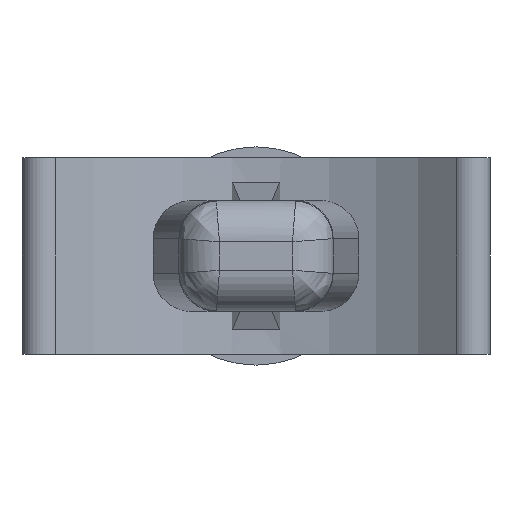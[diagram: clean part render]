
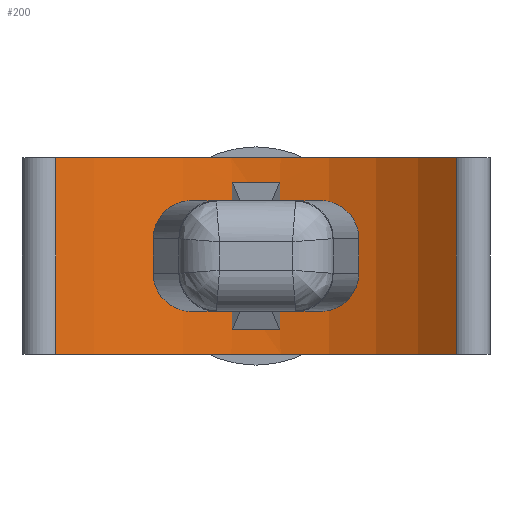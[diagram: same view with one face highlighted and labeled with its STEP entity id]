
A CAD part, front view. The second image highlights one B-rep face of the part: STEP entity #200.
In plain terms, the highlighted cylindrical face has radius 8.972 mm (diameter 17.943 mm), a partial arc.
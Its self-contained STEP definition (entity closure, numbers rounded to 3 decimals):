
#200 = ADVANCED_FACE( '', ( #503, #504 ), #505, .F. );
#503 = FACE_OUTER_BOUND( '', #1034, .T. );
#504 = FACE_BOUND( '', #1035, .T. );
#505 = CYLINDRICAL_SURFACE( '', #1036, 8.972 );
#1034 = EDGE_LOOP( '', ( #2454, #2455, #2456, #2457 ) );
#1035 = EDGE_LOOP( '', ( #2458, #2459, #2460, #2461 ) );
#1036 = AXIS2_PLACEMENT_3D( '', #2462, #2463, #2464 );
#2454 = ORIENTED_EDGE( '', *, *, #3481, .T. );
#2455 = ORIENTED_EDGE( '', *, *, #3482, .F. );
#2456 = ORIENTED_EDGE( '', *, *, #3483, .F. );
#2457 = ORIENTED_EDGE( '', *, *, #3484, .T. );
#2458 = ORIENTED_EDGE( '', *, *, #3485, .T. );
#2459 = ORIENTED_EDGE( '', *, *, #3372, .T. );
#2460 = ORIENTED_EDGE( '', *, *, #3486, .T. );
#2461 = ORIENTED_EDGE( '', *, *, #3487, .T. );
#2462 = CARTESIAN_POINT( '', ( 0., -15.322, 3.1 ) );
#2463 = DIRECTION( '', ( 0., 0., 1. ) );
#2464 = DIRECTION( '', ( -1., 0., 0. ) );
#3372 = EDGE_CURVE( '', #3839, #3840, #3841, .T. );
#3481 = EDGE_CURVE( '', #4022, #4023, #4024, .T. );
#3482 = EDGE_CURVE( '', #4025, #4023, #4026, .T. );
#3483 = EDGE_CURVE( '', #4027, #4025, #4028, .T. );
#3484 = EDGE_CURVE( '', #4027, #4022, #4029, .T. );
#3485 = EDGE_CURVE( '', #4030, #3839, #4031, .T. );
#3486 = EDGE_CURVE( '', #3840, #4032, #4033, .T. );
#3487 = EDGE_CURVE( '', #4032, #4030, #4034, .F. );
#3839 = VERTEX_POINT( '', #4500 );
#3840 = VERTEX_POINT( '', #4501 );
#3841 = LINE( '', #4502, #4503 );
#4022 = VERTEX_POINT( '', #4741 );
#4023 = VERTEX_POINT( '', #4742 );
#4024 = CIRCLE( '', #4743, 8.972 );
#4025 = VERTEX_POINT( '', #4744 );
#4026 = LINE( '', #4745, #4746 );
#4027 = VERTEX_POINT( '', #4747 );
#4028 = CIRCLE( '', #4748, 8.972 );
#4029 = LINE( '', #4749, #4750 );
#4030 = VERTEX_POINT( '', #4751 );
#4031 = CIRCLE( '', #4752, 8.972 );
#4032 = VERTEX_POINT( '', #4753 );
#4033 = CIRCLE( '', #4754, 8.972 );
#4034 = LINE( '', #4755, #4756 );
#4500 = CARTESIAN_POINT( '', ( 0.75, -6.381, 2.325 ) );
#4501 = CARTESIAN_POINT( '', ( 0.75, -6.381, -2.325 ) );
#4502 = CARTESIAN_POINT( '', ( 0.75, -6.381, 3.1 ) );
#4503 = VECTOR( '', #5316, 1000. );
#4741 = CARTESIAN_POINT( '', ( -6.334, -8.968, -3.1 ) );
#4742 = CARTESIAN_POINT( '', ( 6.334, -8.968, -3.1 ) );
#4743 = AXIS2_PLACEMENT_3D( '', #5467, #5468, #5469 );
#4744 = CARTESIAN_POINT( '', ( 6.334, -8.968, 3.1 ) );
#4745 = CARTESIAN_POINT( '', ( 6.334, -8.968, 3.1 ) );
#4746 = VECTOR( '', #5470, 1000. );
#4747 = CARTESIAN_POINT( '', ( -6.334, -8.968, 3.1 ) );
#4748 = AXIS2_PLACEMENT_3D( '', #5471, #5472, #5473 );
#4749 = CARTESIAN_POINT( '', ( -6.334, -8.968, 3.1 ) );
#4750 = VECTOR( '', #5474, 1000. );
#4751 = CARTESIAN_POINT( '', ( -0.75, -6.381, 2.325 ) );
#4752 = AXIS2_PLACEMENT_3D( '', #5475, #5476, #5477 );
#4753 = CARTESIAN_POINT( '', ( -0.75, -6.381, -2.325 ) );
#4754 = AXIS2_PLACEMENT_3D( '', #5478, #5479, #5480 );
#4755 = CARTESIAN_POINT( '', ( -0.75, -6.381, 3.1 ) );
#4756 = VECTOR( '', #5481, 1000. );
#5316 = DIRECTION( '', ( 0., 0., -1. ) );
#5467 = CARTESIAN_POINT( '', ( 0., -15.322, -3.1 ) );
#5468 = DIRECTION( '', ( 0., 0., -1. ) );
#5469 = DIRECTION( '', ( 1., 0., 0. ) );
#5470 = DIRECTION( '', ( 0., 0., -1. ) );
#5471 = CARTESIAN_POINT( '', ( 0., -15.322, 3.1 ) );
#5472 = DIRECTION( '', ( 0., 0., -1. ) );
#5473 = DIRECTION( '', ( 1., 0., 0. ) );
#5474 = DIRECTION( '', ( 0., 0., -1. ) );
#5475 = CARTESIAN_POINT( '', ( 0., -15.322, 2.325 ) );
#5476 = DIRECTION( '', ( 0., 0., -1. ) );
#5477 = DIRECTION( '', ( -1., 0., 0. ) );
#5478 = CARTESIAN_POINT( '', ( 0., -15.322, -2.325 ) );
#5479 = DIRECTION( '', ( 0., 0., 1. ) );
#5480 = DIRECTION( '', ( 1., 0., 0. ) );
#5481 = DIRECTION( '', ( 0., 0., -1. ) );
